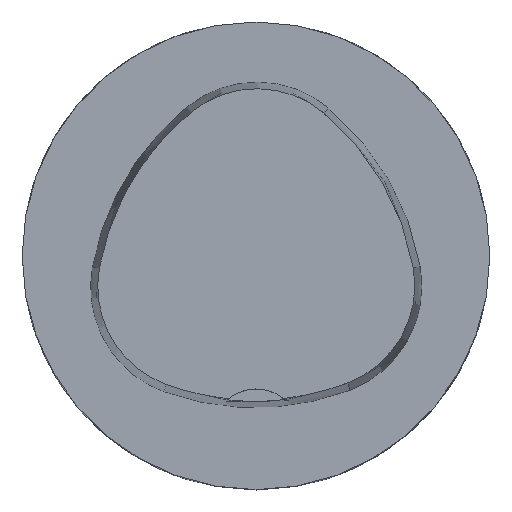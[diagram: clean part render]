
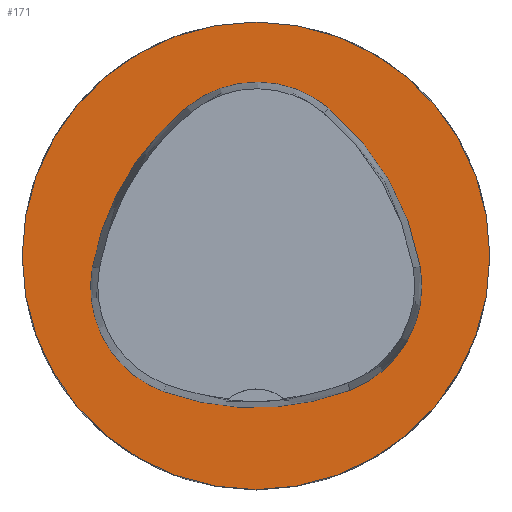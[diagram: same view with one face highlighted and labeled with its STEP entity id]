
A CAD part, top view. The second image highlights one B-rep face of the part: STEP entity #171.
In plain terms, the highlighted planar face has unit normal (0, 0, 1).
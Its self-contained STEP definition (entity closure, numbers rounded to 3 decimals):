
#49=PLANE('',#1085);
#171=ADVANCED_FACE('',(#251,#252),#49,.T.);
#191=CIRCLE('',#988,31.5);
#223=CIRCLE('',#1063,36.);
#225=CIRCLE('',#1066,15.);
#227=CIRCLE('',#1069,36.);
#229=CIRCLE('',#1072,15.);
#233=CIRCLE('',#1077,36.);
#235=CIRCLE('',#1080,15.);
#251=FACE_BOUND('',#311,.T.);
#252=FACE_BOUND('',#312,.T.);
#311=EDGE_LOOP('',(#690,#691,#692,#693,#694,#695));
#312=EDGE_LOOP('',(#696));
#690=ORIENTED_EDGE('',*,*,#927,.T.);
#691=ORIENTED_EDGE('',*,*,#907,.T.);
#692=ORIENTED_EDGE('',*,*,#911,.T.);
#693=ORIENTED_EDGE('',*,*,#914,.T.);
#694=ORIENTED_EDGE('',*,*,#917,.T.);
#695=ORIENTED_EDGE('',*,*,#925,.T.);
#696=ORIENTED_EDGE('',*,*,#832,.F.);
#739=VERTEX_POINT('',#1702);
#780=VERTEX_POINT('',#1888);
#781=VERTEX_POINT('',#1889);
#784=VERTEX_POINT('',#1897);
#786=VERTEX_POINT('',#1903);
#788=VERTEX_POINT('',#1909);
#795=VERTEX_POINT('',#1930);
#832=EDGE_CURVE('',#739,#739,#191,.T.);
#907=EDGE_CURVE('',#780,#781,#223,.T.);
#911=EDGE_CURVE('',#781,#784,#225,.T.);
#914=EDGE_CURVE('',#784,#786,#227,.T.);
#917=EDGE_CURVE('',#786,#788,#229,.T.);
#925=EDGE_CURVE('',#788,#795,#233,.T.);
#927=EDGE_CURVE('',#795,#780,#235,.T.);
#988=AXIS2_PLACEMENT_3D('',#1701,#1111,#1112);
#1063=AXIS2_PLACEMENT_3D('',#1887,#1300,#1301);
#1066=AXIS2_PLACEMENT_3D('',#1896,#1308,#1309);
#1069=AXIS2_PLACEMENT_3D('',#1902,#1315,#1316);
#1072=AXIS2_PLACEMENT_3D('',#1908,#1322,#1323);
#1077=AXIS2_PLACEMENT_3D('',#1931,#1334,#1335);
#1080=AXIS2_PLACEMENT_3D('',#1934,#1340,#1341);
#1085=AXIS2_PLACEMENT_3D('',#1939,#1350,#1351);
#1111=DIRECTION('',(0.,0.,-1.));
#1112=DIRECTION('',(-1.,0.,0.));
#1300=DIRECTION('',(0.,0.,-1.));
#1301=DIRECTION('',(-1.,0.,0.));
#1308=DIRECTION('',(0.,0.,-1.));
#1309=DIRECTION('',(-1.,0.,0.));
#1315=DIRECTION('',(0.,0.,-1.));
#1316=DIRECTION('',(-1.,0.,0.));
#1322=DIRECTION('',(0.,0.,-1.));
#1323=DIRECTION('',(-1.,0.,0.));
#1334=DIRECTION('',(0.,0.,-1.));
#1335=DIRECTION('',(-1.,0.,0.));
#1340=DIRECTION('',(0.,0.,-1.));
#1341=DIRECTION('',(-1.,0.,0.));
#1350=DIRECTION('',(0.,0.,1.));
#1351=DIRECTION('',(1.,0.,0.));
#1701=CARTESIAN_POINT('',(0.,0.,0.));
#1702=CARTESIAN_POINT('',(-31.5,0.,0.));
#1887=CARTESIAN_POINT('',(13.398,-7.893,0.));
#1888=CARTESIAN_POINT('',(-22.041,-1.562,0.));
#1889=CARTESIAN_POINT('',(-9.317,20.036,0.));
#1896=CARTESIAN_POINT('',(0.148,8.399,0.));
#1897=CARTESIAN_POINT('',(9.779,19.898,0.));
#1902=CARTESIAN_POINT('',(-13.337,-7.7,0.));
#1903=CARTESIAN_POINT('',(22.122,-1.48,0.));
#1908=CARTESIAN_POINT('',(7.347,-4.071,0.));
#1909=CARTESIAN_POINT('',(12.693,-18.087,0.));
#1930=CARTESIAN_POINT('',(-12.373,-18.307,0.));
#1931=CARTESIAN_POINT('',(-0.137,15.55,0.));
#1934=CARTESIAN_POINT('',(-7.275,-4.2,0.));
#1939=CARTESIAN_POINT('',(0.,0.,0.));
